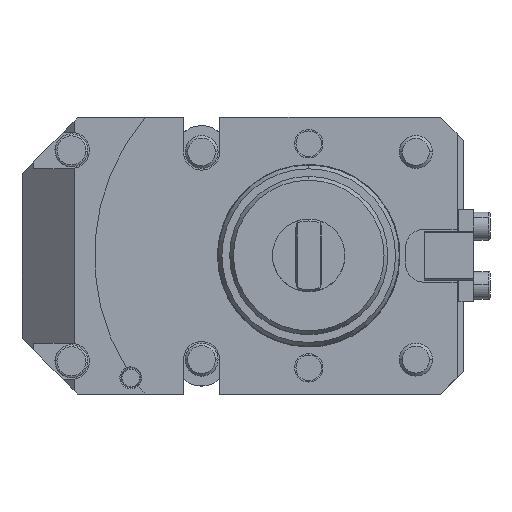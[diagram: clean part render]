
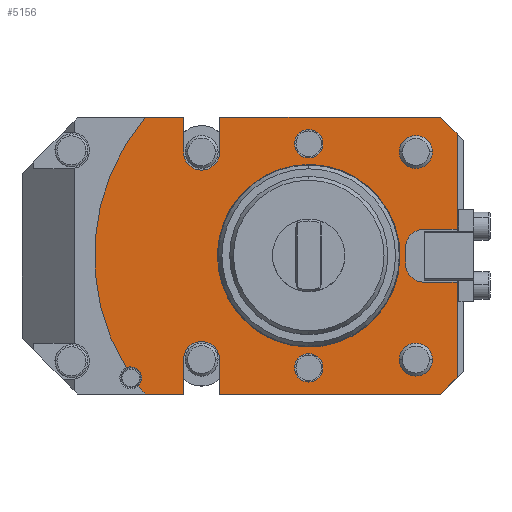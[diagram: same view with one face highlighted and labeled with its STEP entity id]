
A CAD part, top view. The second image highlights one B-rep face of the part: STEP entity #5156.
In plain terms, the highlighted planar face has unit normal (0, 0, 1).
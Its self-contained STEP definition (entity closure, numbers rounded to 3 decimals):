
#54=CARTESIAN_POINT('',(-49.608,42.,0.));
#55=VERTEX_POINT('',#54);
#62=CARTESIAN_POINT('',(-38.,42.,0.));
#63=VERTEX_POINT('',#62);
#64=CARTESIAN_POINT('',(-49.608,42.,0.));
#65=DIRECTION('',(1.,0.,-0.));
#66=VECTOR('',#65,11.608);
#67=LINE('',#64,#66);
#68=EDGE_CURVE('',#55,#63,#67,.T.);
#1112=CARTESIAN_POINT('',(27.5,-31.5,-0.));
#1113=VERTEX_POINT('',#1112);
#1120=CARTESIAN_POINT('',(37.5,-31.5,-0.));
#1121=VERTEX_POINT('',#1120);
#1122=CARTESIAN_POINT('',(32.5,-31.5,-0.));
#1123=DIRECTION('',(-0.,-0.,-1.));
#1124=DIRECTION('',(-1.,-0.,0.));
#1125=AXIS2_PLACEMENT_3D('',#1122,#1123,#1124);
#1126=CIRCLE('',#1125,5.);
#1127=EDGE_CURVE('',#1121,#1113,#1126,.T.);
#1202=CARTESIAN_POINT('',(27.5,31.5,0.));
#1203=VERTEX_POINT('',#1202);
#1210=CARTESIAN_POINT('',(37.5,31.5,0.));
#1211=VERTEX_POINT('',#1210);
#1212=CARTESIAN_POINT('',(32.5,31.5,0.));
#1213=DIRECTION('',(-0.,-0.,-1.));
#1214=DIRECTION('',(-1.,-0.,0.));
#1215=AXIS2_PLACEMENT_3D('',#1212,#1213,#1214);
#1216=CIRCLE('',#1215,5.);
#1217=EDGE_CURVE('',#1211,#1203,#1216,.T.);
#3202=CARTESIAN_POINT('',(-0.,29.681,0.));
#3203=VERTEX_POINT('',#3202);
#3211=CARTESIAN_POINT('',(-0.,38.319,0.));
#3212=VERTEX_POINT('',#3211);
#3213=CARTESIAN_POINT('',(-0.,34.,0.));
#3214=DIRECTION('',(-0.,0.,-1.));
#3215=DIRECTION('',(1.,0.,-0.));
#3216=AXIS2_PLACEMENT_3D('',#3213,#3214,#3215);
#3217=CIRCLE('',#3216,4.319);
#3218=EDGE_CURVE('',#3212,#3203,#3217,.T.);
#3262=CARTESIAN_POINT('',(0.,-38.319,-0.));
#3263=VERTEX_POINT('',#3262);
#3271=CARTESIAN_POINT('',(0.,-29.681,-0.));
#3272=VERTEX_POINT('',#3271);
#3273=CARTESIAN_POINT('',(0.,-34.,-0.));
#3274=DIRECTION('',(-0.,0.,-1.));
#3275=DIRECTION('',(1.,0.,-0.));
#3276=AXIS2_PLACEMENT_3D('',#3273,#3274,#3275);
#3277=CIRCLE('',#3276,4.319);
#3278=EDGE_CURVE('',#3272,#3263,#3277,.T.);
#3965=CARTESIAN_POINT('',(45.,-8.,-0.));
#3966=VERTEX_POINT('',#3965);
#3973=CARTESIAN_POINT('',(45.,-37.,-0.));
#3974=VERTEX_POINT('',#3973);
#3975=CARTESIAN_POINT('',(45.,-37.,-0.));
#3976=DIRECTION('',(-0.,1.,-0.));
#3977=VECTOR('',#3976,29.);
#3978=LINE('',#3975,#3977);
#3979=EDGE_CURVE('',#3974,#3966,#3978,.T.);
#3997=CARTESIAN_POINT('',(45.,37.,-0.));
#3998=VERTEX_POINT('',#3997);
#4005=CARTESIAN_POINT('',(45.,8.,-0.));
#4006=VERTEX_POINT('',#4005);
#4007=CARTESIAN_POINT('',(45.,8.,-0.));
#4008=DIRECTION('',(-0.,1.,-0.));
#4009=VECTOR('',#4008,29.);
#4010=LINE('',#4007,#4009);
#4011=EDGE_CURVE('',#4006,#3998,#4010,.T.);
#4924=CARTESIAN_POINT('',(-20.,-0.,0.));
#4925=DIRECTION('',(0.,0.,1.));
#4926=DIRECTION('',(-1.,-0.,0.));
#4927=AXIS2_PLACEMENT_3D('',#4924,#4925,#4926);
#4928=PLANE('',#4927);
#4929=CARTESIAN_POINT('',(40.,-42.,-0.));
#4930=VERTEX_POINT('',#4929);
#4931=CARTESIAN_POINT('',(45.,-37.,-0.));
#4932=DIRECTION('',(-0.707,-0.707,0.));
#4933=VECTOR('',#4932,7.071);
#4934=LINE('',#4931,#4933);
#4935=EDGE_CURVE('',#3974,#4930,#4934,.T.);
#4936=ORIENTED_EDGE('',*,*,#4935,.F.);
#4937=ORIENTED_EDGE('',*,*,#3979,.T.);
#4938=CARTESIAN_POINT('',(34.9,-8.,-0.));
#4939=VERTEX_POINT('',#4938);
#4940=CARTESIAN_POINT('',(45.,-8.,-0.));
#4941=DIRECTION('',(-1.,-0.,0.));
#4942=VECTOR('',#4941,10.1);
#4943=LINE('',#4940,#4942);
#4944=EDGE_CURVE('',#3966,#4939,#4943,.T.);
#4945=ORIENTED_EDGE('',*,*,#4944,.T.);
#4946=CARTESIAN_POINT('',(29.4,-2.5,-0.));
#4947=VERTEX_POINT('',#4946);
#4948=CARTESIAN_POINT('',(34.9,-2.5,-0.));
#4949=DIRECTION('',(-0.,-0.,-1.));
#4950=DIRECTION('',(-1.,-0.,0.));
#4951=AXIS2_PLACEMENT_3D('',#4948,#4949,#4950);
#4952=CIRCLE('',#4951,5.5);
#4953=EDGE_CURVE('',#4939,#4947,#4952,.T.);
#4954=ORIENTED_EDGE('',*,*,#4953,.T.);
#4955=CARTESIAN_POINT('',(29.4,2.5,-0.));
#4956=VERTEX_POINT('',#4955);
#4957=CARTESIAN_POINT('',(29.4,-2.5,-0.));
#4958=DIRECTION('',(0.,1.,-0.));
#4959=VECTOR('',#4958,5.);
#4960=LINE('',#4957,#4959);
#4961=EDGE_CURVE('',#4947,#4956,#4960,.T.);
#4962=ORIENTED_EDGE('',*,*,#4961,.T.);
#4963=CARTESIAN_POINT('',(34.9,8.,-0.));
#4964=VERTEX_POINT('',#4963);
#4965=CARTESIAN_POINT('',(34.9,2.5,-0.));
#4966=DIRECTION('',(-0.,-0.,-1.));
#4967=DIRECTION('',(-0.,1.,-0.));
#4968=AXIS2_PLACEMENT_3D('',#4965,#4966,#4967);
#4969=CIRCLE('',#4968,5.5);
#4970=EDGE_CURVE('',#4956,#4964,#4969,.T.);
#4971=ORIENTED_EDGE('',*,*,#4970,.T.);
#4972=CARTESIAN_POINT('',(34.9,8.,-0.));
#4973=DIRECTION('',(1.,0.,-0.));
#4974=VECTOR('',#4973,10.1);
#4975=LINE('',#4972,#4974);
#4976=EDGE_CURVE('',#4964,#4006,#4975,.T.);
#4977=ORIENTED_EDGE('',*,*,#4976,.T.);
#4978=ORIENTED_EDGE('',*,*,#4011,.T.);
#4979=CARTESIAN_POINT('',(40.,42.,-0.));
#4980=VERTEX_POINT('',#4979);
#4981=CARTESIAN_POINT('',(40.,42.,-0.));
#4982=DIRECTION('',(0.707,-0.707,-0.));
#4983=VECTOR('',#4982,7.071);
#4984=LINE('',#4981,#4983);
#4985=EDGE_CURVE('',#4980,#3998,#4984,.T.);
#4986=ORIENTED_EDGE('',*,*,#4985,.F.);
#4987=CARTESIAN_POINT('',(-27.,42.,0.));
#4988=VERTEX_POINT('',#4987);
#4989=CARTESIAN_POINT('',(-27.,42.,0.));
#4990=DIRECTION('',(1.,0.,-0.));
#4991=VECTOR('',#4990,67.);
#4992=LINE('',#4989,#4991);
#4993=EDGE_CURVE('',#4988,#4980,#4992,.T.);
#4994=ORIENTED_EDGE('',*,*,#4993,.F.);
#4995=CARTESIAN_POINT('',(-27.,31.5,0.));
#4996=VERTEX_POINT('',#4995);
#4997=CARTESIAN_POINT('',(-27.,42.,0.));
#4998=DIRECTION('',(0.,-1.,0.));
#4999=VECTOR('',#4998,10.5);
#5000=LINE('',#4997,#4999);
#5001=EDGE_CURVE('',#4988,#4996,#5000,.T.);
#5002=ORIENTED_EDGE('',*,*,#5001,.T.);
#5003=CARTESIAN_POINT('',(-38.,31.5,0.));
#5004=VERTEX_POINT('',#5003);
#5005=CARTESIAN_POINT('',(-32.5,31.5,0.));
#5006=DIRECTION('',(-0.,-0.,-1.));
#5007=DIRECTION('',(-1.,-0.,0.));
#5008=AXIS2_PLACEMENT_3D('',#5005,#5006,#5007);
#5009=CIRCLE('',#5008,5.5);
#5010=EDGE_CURVE('',#4996,#5004,#5009,.T.);
#5011=ORIENTED_EDGE('',*,*,#5010,.T.);
#5012=CARTESIAN_POINT('',(-38.,31.5,0.));
#5013=DIRECTION('',(0.,1.,-0.));
#5014=VECTOR('',#5013,10.5);
#5015=LINE('',#5012,#5014);
#5016=EDGE_CURVE('',#5004,#63,#5015,.T.);
#5017=ORIENTED_EDGE('',*,*,#5016,.T.);
#5018=ORIENTED_EDGE('',*,*,#68,.F.);
#5019=CARTESIAN_POINT('',(-55.393,-34.009,0.));
#5020=VERTEX_POINT('',#5019);
#5021=CARTESIAN_POINT('',(0.,0.,0.));
#5022=DIRECTION('',(0.,0.,1.));
#5023=DIRECTION('',(-0.,1.,-0.));
#5024=AXIS2_PLACEMENT_3D('',#5021,#5022,#5023);
#5025=CIRCLE('',#5024,65.);
#5026=EDGE_CURVE('',#55,#5020,#5025,.T.);
#5027=ORIENTED_EDGE('',*,*,#5026,.T.);
#5028=CARTESIAN_POINT('',(-54.,-33.7,0.));
#5029=VERTEX_POINT('',#5028);
#5030=CARTESIAN_POINT('',(-54.,-37.,0.));
#5031=DIRECTION('',(-0.,-0.,-1.));
#5032=DIRECTION('',(0.,-1.,0.));
#5033=AXIS2_PLACEMENT_3D('',#5030,#5031,#5032);
#5034=CIRCLE('',#5033,3.3);
#5035=EDGE_CURVE('',#5020,#5029,#5034,.T.);
#5036=ORIENTED_EDGE('',*,*,#5035,.T.);
#5037=CARTESIAN_POINT('',(-51.713,-39.379,0.));
#5038=VERTEX_POINT('',#5037);
#5039=CARTESIAN_POINT('',(-54.,-37.,0.));
#5040=DIRECTION('',(-0.,-0.,-1.));
#5041=DIRECTION('',(0.,-1.,0.));
#5042=AXIS2_PLACEMENT_3D('',#5039,#5040,#5041);
#5043=CIRCLE('',#5042,3.3);
#5044=EDGE_CURVE('',#5029,#5038,#5043,.T.);
#5045=ORIENTED_EDGE('',*,*,#5044,.T.);
#5046=CARTESIAN_POINT('',(-49.608,-42.,0.));
#5047=VERTEX_POINT('',#5046);
#5048=CARTESIAN_POINT('',(0.,0.,0.));
#5049=DIRECTION('',(0.,0.,1.));
#5050=DIRECTION('',(-0.,1.,-0.));
#5051=AXIS2_PLACEMENT_3D('',#5048,#5049,#5050);
#5052=CIRCLE('',#5051,65.);
#5053=EDGE_CURVE('',#5038,#5047,#5052,.T.);
#5054=ORIENTED_EDGE('',*,*,#5053,.T.);
#5055=CARTESIAN_POINT('',(-38.,-42.,0.));
#5056=VERTEX_POINT('',#5055);
#5057=CARTESIAN_POINT('',(-38.,-42.,0.));
#5058=DIRECTION('',(-1.,0.,0.));
#5059=VECTOR('',#5058,11.608);
#5060=LINE('',#5057,#5059);
#5061=EDGE_CURVE('',#5056,#5047,#5060,.T.);
#5062=ORIENTED_EDGE('',*,*,#5061,.F.);
#5063=CARTESIAN_POINT('',(-38.,-31.5,0.));
#5064=VERTEX_POINT('',#5063);
#5065=CARTESIAN_POINT('',(-38.,-42.,0.));
#5066=DIRECTION('',(0.,1.,-0.));
#5067=VECTOR('',#5066,10.5);
#5068=LINE('',#5065,#5067);
#5069=EDGE_CURVE('',#5056,#5064,#5068,.T.);
#5070=ORIENTED_EDGE('',*,*,#5069,.T.);
#5071=CARTESIAN_POINT('',(-27.,-31.5,0.));
#5072=VERTEX_POINT('',#5071);
#5073=CARTESIAN_POINT('',(-32.5,-31.5,0.));
#5074=DIRECTION('',(-0.,-0.,-1.));
#5075=DIRECTION('',(1.,0.,-0.));
#5076=AXIS2_PLACEMENT_3D('',#5073,#5074,#5075);
#5077=CIRCLE('',#5076,5.5);
#5078=EDGE_CURVE('',#5064,#5072,#5077,.T.);
#5079=ORIENTED_EDGE('',*,*,#5078,.T.);
#5080=CARTESIAN_POINT('',(-27.,-42.,0.));
#5081=VERTEX_POINT('',#5080);
#5082=CARTESIAN_POINT('',(-27.,-31.5,0.));
#5083=DIRECTION('',(0.,-1.,0.));
#5084=VECTOR('',#5083,10.5);
#5085=LINE('',#5082,#5084);
#5086=EDGE_CURVE('',#5072,#5081,#5085,.T.);
#5087=ORIENTED_EDGE('',*,*,#5086,.T.);
#5088=CARTESIAN_POINT('',(40.,-42.,-0.));
#5089=DIRECTION('',(-1.,-0.,0.));
#5090=VECTOR('',#5089,67.);
#5091=LINE('',#5088,#5090);
#5092=EDGE_CURVE('',#4930,#5081,#5091,.T.);
#5093=ORIENTED_EDGE('',*,*,#5092,.F.);
#5094=EDGE_LOOP('',(#4936,#4937,#4945,#4954,#4962,#4971,#4977,#4978,#4986,#4994,#5002,#5011,#5017,#5018,#5027,#5036,#5045,#5054,#5062,#5070,#5079,#5087,#5093));
#5095=FACE_BOUND('',#5094,.T.);
#5096=ORIENTED_EDGE('',*,*,#1127,.T.);
#5097=CARTESIAN_POINT('',(32.5,-31.5,-0.));
#5098=DIRECTION('',(-0.,-0.,-1.));
#5099=DIRECTION('',(-1.,-0.,0.));
#5100=AXIS2_PLACEMENT_3D('',#5097,#5098,#5099);
#5101=CIRCLE('',#5100,5.);
#5102=EDGE_CURVE('',#1113,#1121,#5101,.T.);
#5103=ORIENTED_EDGE('',*,*,#5102,.T.);
#5104=EDGE_LOOP('',(#5096,#5103));
#5105=FACE_BOUND('',#5104,.T.);
#5106=ORIENTED_EDGE('',*,*,#1217,.T.);
#5107=CARTESIAN_POINT('',(32.5,31.5,0.));
#5108=DIRECTION('',(-0.,-0.,-1.));
#5109=DIRECTION('',(-1.,-0.,0.));
#5110=AXIS2_PLACEMENT_3D('',#5107,#5108,#5109);
#5111=CIRCLE('',#5110,5.);
#5112=EDGE_CURVE('',#1203,#1211,#5111,.T.);
#5113=ORIENTED_EDGE('',*,*,#5112,.T.);
#5114=EDGE_LOOP('',(#5106,#5113));
#5115=FACE_BOUND('',#5114,.T.);
#5116=ORIENTED_EDGE('',*,*,#3218,.T.);
#5117=CARTESIAN_POINT('',(-0.,34.,0.));
#5118=DIRECTION('',(-0.,0.,-1.));
#5119=DIRECTION('',(1.,0.,-0.));
#5120=AXIS2_PLACEMENT_3D('',#5117,#5118,#5119);
#5121=CIRCLE('',#5120,4.319);
#5122=EDGE_CURVE('',#3203,#3212,#5121,.T.);
#5123=ORIENTED_EDGE('',*,*,#5122,.T.);
#5124=EDGE_LOOP('',(#5116,#5123));
#5125=FACE_BOUND('',#5124,.T.);
#5126=ORIENTED_EDGE('',*,*,#3278,.T.);
#5127=CARTESIAN_POINT('',(0.,-34.,-0.));
#5128=DIRECTION('',(-0.,0.,-1.));
#5129=DIRECTION('',(1.,0.,-0.));
#5130=AXIS2_PLACEMENT_3D('',#5127,#5128,#5129);
#5131=CIRCLE('',#5130,4.319);
#5132=EDGE_CURVE('',#3263,#3272,#5131,.T.);
#5133=ORIENTED_EDGE('',*,*,#5132,.T.);
#5134=EDGE_LOOP('',(#5126,#5133));
#5135=FACE_BOUND('',#5134,.T.);
#5136=CARTESIAN_POINT('',(0.,-27.5,0.));
#5137=VERTEX_POINT('',#5136);
#5138=CARTESIAN_POINT('',(-0.,27.5,-0.));
#5139=VERTEX_POINT('',#5138);
#5140=CARTESIAN_POINT('',(0.,0.,-0.));
#5141=DIRECTION('',(0.,0.,1.));
#5142=DIRECTION('',(0.,-1.,0.));
#5143=AXIS2_PLACEMENT_3D('',#5140,#5141,#5142);
#5144=CIRCLE('',#5143,27.5);
#5145=EDGE_CURVE('',#5137,#5139,#5144,.T.);
#5146=ORIENTED_EDGE('',*,*,#5145,.F.);
#5147=CARTESIAN_POINT('',(0.,0.,-0.));
#5148=DIRECTION('',(0.,0.,1.));
#5149=DIRECTION('',(0.,-1.,0.));
#5150=AXIS2_PLACEMENT_3D('',#5147,#5148,#5149);
#5151=CIRCLE('',#5150,27.5);
#5152=EDGE_CURVE('',#5139,#5137,#5151,.T.);
#5153=ORIENTED_EDGE('',*,*,#5152,.F.);
#5154=EDGE_LOOP('',(#5146,#5153));
#5155=FACE_BOUND('',#5154,.T.);
#5156=ADVANCED_FACE('',(#5095,#5105,#5115,#5125,#5135,#5155),#4928,.T.);
